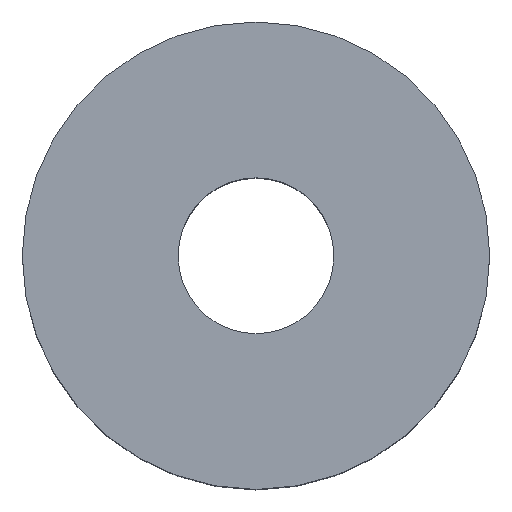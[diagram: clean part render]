
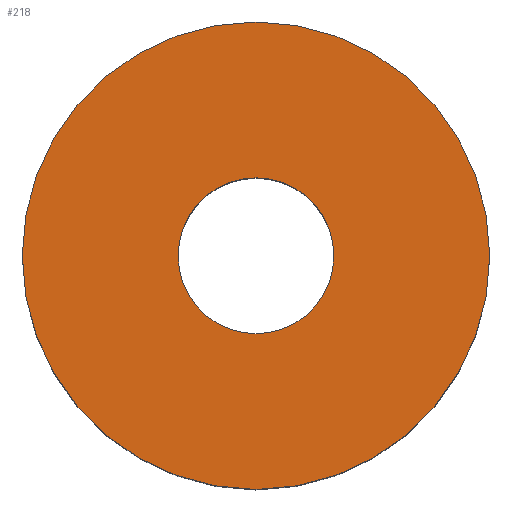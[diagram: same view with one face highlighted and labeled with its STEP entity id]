
A CAD part, top view. The second image highlights one B-rep face of the part: STEP entity #218.
In plain terms, the highlighted planar face has unit normal (0, 0, 1).
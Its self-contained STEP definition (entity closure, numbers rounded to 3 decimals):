
#4 = CARTESIAN_POINT ( 'NONE',  ( -75., 0., 0. ) ) ;
#9 = DIRECTION ( 'NONE',  ( 0., 0., -1. ) ) ;
#11 = ORIENTED_EDGE ( 'NONE', *, *, #213, .T. ) ;
#14 = DIRECTION ( 'NONE',  ( -1., 0., 0. ) ) ;
#16 = DIRECTION ( 'NONE',  ( 0., 0., -1. ) ) ;
#29 = CIRCLE ( 'NONE', #214, 25. ) ;
#37 = DIRECTION ( 'NONE',  ( 1., 0., 0. ) ) ;
#41 = CARTESIAN_POINT ( 'NONE',  ( 0., 0., 0. ) ) ;
#43 = FACE_OUTER_BOUND ( 'NONE', #93, .T. ) ;
#45 = CIRCLE ( 'NONE', #106, 75. ) ;
#52 = CARTESIAN_POINT ( 'NONE',  ( 0., 0., 0. ) ) ;
#64 = VERTEX_POINT ( 'NONE', #4 ) ;
#68 = EDGE_LOOP ( 'NONE', ( #185, #244 ) ) ;
#69 = CARTESIAN_POINT ( 'NONE',  ( 0., 0., 0. ) ) ;
#82 = EDGE_CURVE ( 'NONE', #64, #181, #45, .T. ) ;
#88 = DIRECTION ( 'NONE',  ( 1., 0., 0. ) ) ;
#92 = EDGE_CURVE ( 'NONE', #219, #126, #29, .T. ) ;
#93 = EDGE_LOOP ( 'NONE', ( #124, #11 ) ) ;
#100 = DIRECTION ( 'NONE',  ( 0., 0., 1. ) ) ;
#106 = AXIS2_PLACEMENT_3D ( 'NONE', #69, #145, #14 ) ;
#107 = CARTESIAN_POINT ( 'NONE',  ( -25., 0., 0. ) ) ;
#111 = AXIS2_PLACEMENT_3D ( 'NONE', #116, #100, #37 ) ;
#116 = CARTESIAN_POINT ( 'NONE',  ( 0., 0., 0. ) ) ;
#119 = CIRCLE ( 'NONE', #111, 75. ) ;
#124 = ORIENTED_EDGE ( 'NONE', *, *, #82, .T. ) ;
#126 = VERTEX_POINT ( 'NONE', #107 ) ;
#140 = AXIS2_PLACEMENT_3D ( 'NONE', #41, #248, #156 ) ;
#141 = DIRECTION ( 'NONE',  ( -1., 0., 0. ) ) ;
#143 = EDGE_CURVE ( 'NONE', #126, #219, #227, .T. ) ;
#145 = DIRECTION ( 'NONE',  ( 0., 0., 1. ) ) ;
#156 = DIRECTION ( 'NONE',  ( 1., 0., 0. ) ) ;
#162 = CARTESIAN_POINT ( 'NONE',  ( 75., 0., 0. ) ) ;
#170 = AXIS2_PLACEMENT_3D ( 'NONE', #217, #9, #141 ) ;
#181 = VERTEX_POINT ( 'NONE', #162 ) ;
#185 = ORIENTED_EDGE ( 'NONE', *, *, #143, .T. ) ;
#190 = CARTESIAN_POINT ( 'NONE',  ( 25., 0., 0. ) ) ;
#212 = FACE_BOUND ( 'NONE', #68, .T. ) ;
#213 = EDGE_CURVE ( 'NONE', #181, #64, #119, .T. ) ;
#214 = AXIS2_PLACEMENT_3D ( 'NONE', #52, #16, #88 ) ;
#217 = CARTESIAN_POINT ( 'NONE',  ( 0., 0., 0. ) ) ;
#218 = ADVANCED_FACE ( 'NONE', ( #212, #43 ), #235, .T. ) ;
#219 = VERTEX_POINT ( 'NONE', #190 ) ;
#227 = CIRCLE ( 'NONE', #170, 25. ) ;
#235 = PLANE ( 'NONE',  #140 ) ;
#244 = ORIENTED_EDGE ( 'NONE', *, *, #92, .T. ) ;
#248 = DIRECTION ( 'NONE',  ( 0., 0., 1. ) ) ;
